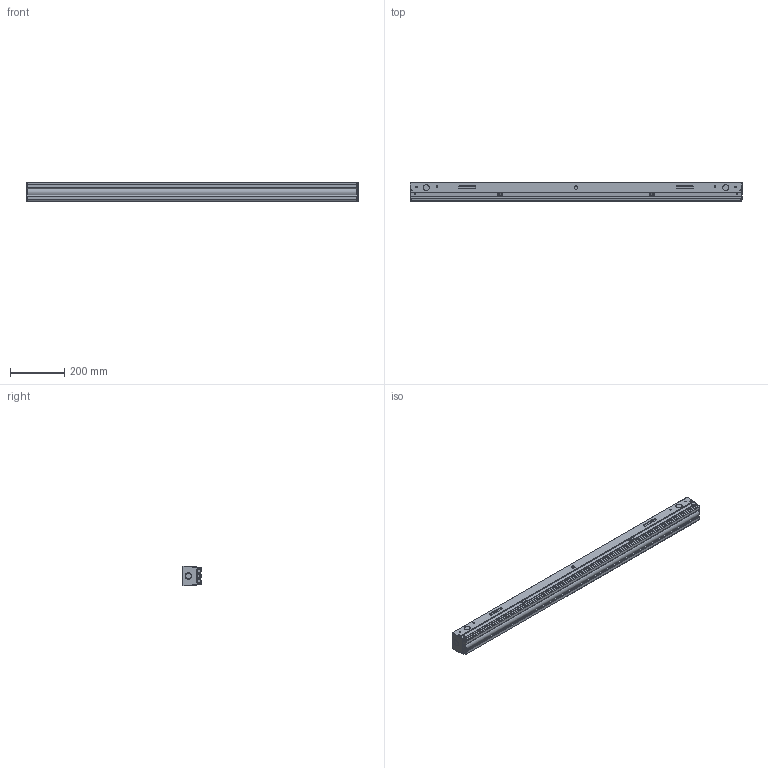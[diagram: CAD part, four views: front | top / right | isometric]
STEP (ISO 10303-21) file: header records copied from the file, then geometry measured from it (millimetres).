
FILE_DESCRIPTION((''),'2;1');
FILE_NAME('213561_ASM','2019-10-31T09:15:30',('pdmadmin'),('BANNER ENGINEERING'),'CREO PARAMETRIC BY PTC INC, 2018300','CREO PARAMETRIC BY PTC INC, 2018300','');
FILE_SCHEMA(('CONFIG_CONTROL_DESIGN'));
Length unit declared in the file: millimetre
Products named in the file (8): 208860; 208861; 212902_1_AF8; 212902_2_AF8; 212903_ASM; 209975; SP-M5-1-PEM; 213561_ASM
Assembly tree (11 placements, depth 3):
  213561_ASM
    208860
    208861
    212903_ASM
      212902_1_AF8
      212902_2_AF8
    209975  x2
    SP-M5-1-PEM  x4
Bounding box: 1221.7 x 68.24 x 72 mm (x, y, z)
Volume: 550447.6 mm3; surface area: 1019469.4 mm2
Topology: 11 solids, 11 shells, 2096 faces, 5056 edges, 3044 vertices
Faces by surface type: plane 920, cylinder 816, bspline 116, torus 116, cone 84, sphere 44
Entity records: 47201 total; most frequent: CARTESIAN_POINT 11161, DIRECTION 7737, ORIENTED_EDGE 7328, EDGE_CURVE 3664, AXIS2_PLACEMENT_3D 2782, VERTEX_POINT 2192, VECTOR 2173, LINE 2173
